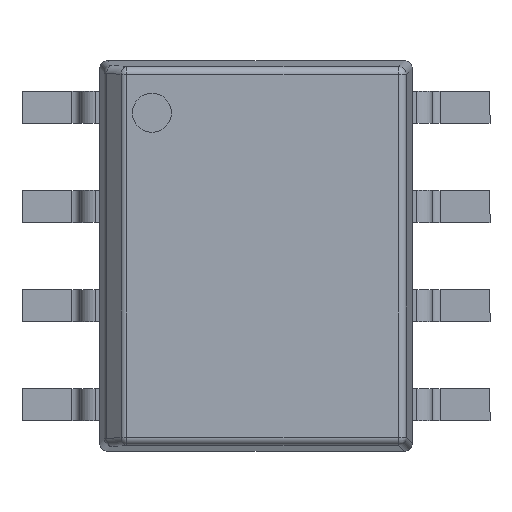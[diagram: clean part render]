
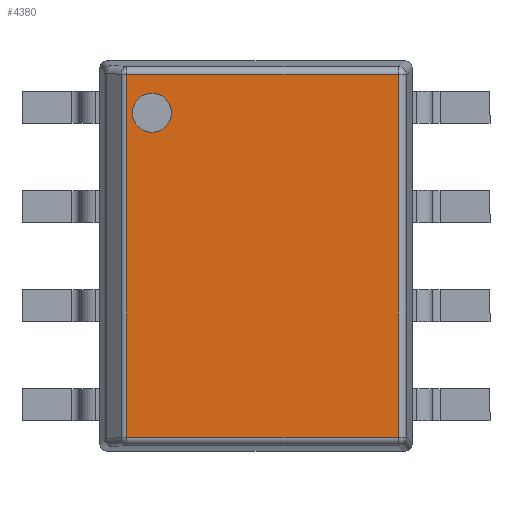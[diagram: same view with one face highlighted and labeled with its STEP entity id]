
A CAD part, top view. The second image highlights one B-rep face of the part: STEP entity #4380.
In plain terms, the highlighted planar face has unit normal (0, 0, 1).
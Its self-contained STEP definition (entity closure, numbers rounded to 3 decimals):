
#3421 = CYLINDRICAL_SURFACE('',#3422,0.1);
#3422 = AXIS2_PLACEMENT_3D('',#3423,#3424,#3425);
#3423 = CARTESIAN_POINT('',(0.3,0.177,1.65));
#3424 = DIRECTION('',(1.,0.,0.));
#3425 = DIRECTION('',(0.,-0.995,0.105));
#3570 = CYLINDRICAL_SURFACE('',#3571,0.1);
#3571 = AXIS2_PLACEMENT_3D('',#3572,#3573,#3574);
#3572 = CARTESIAN_POINT('',(0.3,4.823,1.65));
#3573 = DIRECTION('',(1.,0.,0.));
#3574 = DIRECTION('',(0.,0.995,0.105));
#3646 = CYLINDRICAL_SURFACE('',#3647,0.1);
#3647 = AXIS2_PLACEMENT_3D('',#3648,#3649,#3650);
#3648 = CARTESIAN_POINT('',(3.823,0.087,1.65));
#3649 = DIRECTION('',(0.,1.,0.));
#3650 = DIRECTION('',(0.995,0.,0.105));
#3950 = VERTEX_POINT('',#3951);
#3951 = CARTESIAN_POINT('',(0.341,0.177,1.75));
#3988 = EDGE_CURVE('',#3950,#3989,#3991,.T.);
#3989 = VERTEX_POINT('',#3990);
#3990 = CARTESIAN_POINT('',(3.823,0.177,1.75));
#3991 = SURFACE_CURVE('',#3992,(#3996,#4003),.PCURVE_S1.);
#3992 = LINE('',#3993,#3994);
#3993 = CARTESIAN_POINT('',(0.3,0.177,1.75));
#3994 = VECTOR('',#3995,1.);
#3995 = DIRECTION('',(1.,0.,0.));
#3996 = PCURVE('',#3421,#3997);
#3997 = DEFINITIONAL_REPRESENTATION('',(#3998),#4002);
#3998 = LINE('',#3999,#4000);
#3999 = CARTESIAN_POINT('',(-1.466,0.));
#4000 = VECTOR('',#4001,1.);
#4001 = DIRECTION('',(0.,1.));
#4002 = ( GEOMETRIC_REPRESENTATION_CONTEXT(2) 
PARAMETRIC_REPRESENTATION_CONTEXT() REPRESENTATION_CONTEXT('2D SPACE',''
  ) );
#4003 = PCURVE('',#4004,#4009);
#4004 = PLANE('',#4005);
#4005 = AXIS2_PLACEMENT_3D('',#4006,#4007,#4008);
#4006 = CARTESIAN_POINT('',(0.,0.,1.75));
#4007 = DIRECTION('',(0.,0.,1.));
#4008 = DIRECTION('',(1.,0.,0.));
#4009 = DEFINITIONAL_REPRESENTATION('',(#4010),#4014);
#4010 = LINE('',#4011,#4012);
#4011 = CARTESIAN_POINT('',(0.3,0.177));
#4012 = VECTOR('',#4013,1.);
#4013 = DIRECTION('',(1.,0.));
#4014 = ( GEOMETRIC_REPRESENTATION_CONTEXT(2) 
PARAMETRIC_REPRESENTATION_CONTEXT() REPRESENTATION_CONTEXT('2D SPACE',''
  ) );
#4152 = VERTEX_POINT('',#4153);
#4153 = CARTESIAN_POINT('',(0.341,4.823,1.75));
#4190 = EDGE_CURVE('',#4152,#4191,#4193,.T.);
#4191 = VERTEX_POINT('',#4192);
#4192 = CARTESIAN_POINT('',(3.823,4.823,1.75));
#4193 = SURFACE_CURVE('',#4194,(#4198,#4205),.PCURVE_S1.);
#4194 = LINE('',#4195,#4196);
#4195 = CARTESIAN_POINT('',(0.3,4.823,1.75));
#4196 = VECTOR('',#4197,1.);
#4197 = DIRECTION('',(1.,0.,0.));
#4198 = PCURVE('',#3570,#4199);
#4199 = DEFINITIONAL_REPRESENTATION('',(#4200),#4204);
#4200 = LINE('',#4201,#4202);
#4201 = CARTESIAN_POINT('',(1.466,0.));
#4202 = VECTOR('',#4203,1.);
#4203 = DIRECTION('',(0.,1.));
#4204 = ( GEOMETRIC_REPRESENTATION_CONTEXT(2) 
PARAMETRIC_REPRESENTATION_CONTEXT() REPRESENTATION_CONTEXT('2D SPACE',''
  ) );
#4205 = PCURVE('',#4004,#4206);
#4206 = DEFINITIONAL_REPRESENTATION('',(#4207),#4211);
#4207 = LINE('',#4208,#4209);
#4208 = CARTESIAN_POINT('',(0.3,4.823));
#4209 = VECTOR('',#4210,1.);
#4210 = DIRECTION('',(1.,0.));
#4211 = ( GEOMETRIC_REPRESENTATION_CONTEXT(2) 
PARAMETRIC_REPRESENTATION_CONTEXT() REPRESENTATION_CONTEXT('2D SPACE',''
  ) );
#4265 = EDGE_CURVE('',#3989,#4191,#4266,.T.);
#4266 = SURFACE_CURVE('',#4267,(#4271,#4278),.PCURVE_S1.);
#4267 = LINE('',#4268,#4269);
#4268 = CARTESIAN_POINT('',(3.823,0.087,1.75));
#4269 = VECTOR('',#4270,1.);
#4270 = DIRECTION('',(0.,1.,0.));
#4271 = PCURVE('',#3646,#4272);
#4272 = DEFINITIONAL_REPRESENTATION('',(#4273),#4277);
#4273 = LINE('',#4274,#4275);
#4274 = CARTESIAN_POINT('',(-1.466,0.));
#4275 = VECTOR('',#4276,1.);
#4276 = DIRECTION('',(0.,1.));
#4277 = ( GEOMETRIC_REPRESENTATION_CONTEXT(2) 
PARAMETRIC_REPRESENTATION_CONTEXT() REPRESENTATION_CONTEXT('2D SPACE',''
  ) );
#4278 = PCURVE('',#4004,#4279);
#4279 = DEFINITIONAL_REPRESENTATION('',(#4280),#4284);
#4280 = LINE('',#4281,#4282);
#4281 = CARTESIAN_POINT('',(3.823,0.087));
#4282 = VECTOR('',#4283,1.);
#4283 = DIRECTION('',(0.,1.));
#4284 = ( GEOMETRIC_REPRESENTATION_CONTEXT(2) 
PARAMETRIC_REPRESENTATION_CONTEXT() REPRESENTATION_CONTEXT('2D SPACE',''
  ) );
#4337 = CYLINDRICAL_SURFACE('',#4338,0.1);
#4338 = AXIS2_PLACEMENT_3D('',#4339,#4340,#4341);
#4339 = CARTESIAN_POINT('',(0.341,0.087,1.65));
#4340 = DIRECTION('',(0.,1.,0.));
#4341 = DIRECTION('',(-0.707,0.,0.707));
#4380 = ADVANCED_FACE('',(#4381,#4407),#4004,.T.);
#4381 = FACE_BOUND('',#4382,.T.);
#4382 = EDGE_LOOP('',(#4383,#4384,#4405,#4406));
#4383 = ORIENTED_EDGE('',*,*,#4190,.F.);
#4384 = ORIENTED_EDGE('',*,*,#4385,.F.);
#4385 = EDGE_CURVE('',#3950,#4152,#4386,.T.);
#4386 = SURFACE_CURVE('',#4387,(#4391,#4398),.PCURVE_S1.);
#4387 = LINE('',#4388,#4389);
#4388 = CARTESIAN_POINT('',(0.341,0.087,1.75));
#4389 = VECTOR('',#4390,1.);
#4390 = DIRECTION('',(0.,1.,0.));
#4391 = PCURVE('',#4004,#4392);
#4392 = DEFINITIONAL_REPRESENTATION('',(#4393),#4397);
#4393 = LINE('',#4394,#4395);
#4394 = CARTESIAN_POINT('',(0.341,0.087));
#4395 = VECTOR('',#4396,1.);
#4396 = DIRECTION('',(0.,1.));
#4397 = ( GEOMETRIC_REPRESENTATION_CONTEXT(2) 
PARAMETRIC_REPRESENTATION_CONTEXT() REPRESENTATION_CONTEXT('2D SPACE',''
  ) );
#4398 = PCURVE('',#4337,#4399);
#4399 = DEFINITIONAL_REPRESENTATION('',(#4400),#4404);
#4400 = LINE('',#4401,#4402);
#4401 = CARTESIAN_POINT('',(0.785,0.));
#4402 = VECTOR('',#4403,1.);
#4403 = DIRECTION('',(0.,1.));
#4404 = ( GEOMETRIC_REPRESENTATION_CONTEXT(2) 
PARAMETRIC_REPRESENTATION_CONTEXT() REPRESENTATION_CONTEXT('2D SPACE',''
  ) );
#4405 = ORIENTED_EDGE('',*,*,#3988,.T.);
#4406 = ORIENTED_EDGE('',*,*,#4265,.T.);
#4407 = FACE_BOUND('',#4408,.T.);
#4408 = EDGE_LOOP('',(#4409));
#4409 = ORIENTED_EDGE('',*,*,#4410,.F.);
#4410 = EDGE_CURVE('',#4411,#4411,#4413,.T.);
#4411 = VERTEX_POINT('',#4412);
#4412 = CARTESIAN_POINT('',(0.917,4.333,1.75));
#4413 = SURFACE_CURVE('',#4414,(#4419,#4426),.PCURVE_S1.);
#4414 = CIRCLE('',#4415,0.25);
#4415 = AXIS2_PLACEMENT_3D('',#4416,#4417,#4418);
#4416 = CARTESIAN_POINT('',(0.667,4.333,1.75));
#4417 = DIRECTION('',(0.,0.,1.));
#4418 = DIRECTION('',(1.,0.,0.));
#4419 = PCURVE('',#4004,#4420);
#4420 = DEFINITIONAL_REPRESENTATION('',(#4421),#4425);
#4421 = CIRCLE('',#4422,0.25);
#4422 = AXIS2_PLACEMENT_2D('',#4423,#4424);
#4423 = CARTESIAN_POINT('',(0.667,4.333));
#4424 = DIRECTION('',(1.,0.));
#4425 = ( GEOMETRIC_REPRESENTATION_CONTEXT(2) 
PARAMETRIC_REPRESENTATION_CONTEXT() REPRESENTATION_CONTEXT('2D SPACE',''
  ) );
#4426 = PCURVE('',#4427,#4432);
#4427 = CYLINDRICAL_SURFACE('',#4428,0.25);
#4428 = AXIS2_PLACEMENT_3D('',#4429,#4430,#4431);
#4429 = CARTESIAN_POINT('',(0.667,4.333,1.65));
#4430 = DIRECTION('',(0.,0.,1.));
#4431 = DIRECTION('',(1.,0.,0.));
#4432 = DEFINITIONAL_REPRESENTATION('',(#4433),#4437);
#4433 = LINE('',#4434,#4435);
#4434 = CARTESIAN_POINT('',(0.,0.1));
#4435 = VECTOR('',#4436,1.);
#4436 = DIRECTION('',(1.,0.));
#4437 = ( GEOMETRIC_REPRESENTATION_CONTEXT(2) 
PARAMETRIC_REPRESENTATION_CONTEXT() REPRESENTATION_CONTEXT('2D SPACE',''
  ) );
